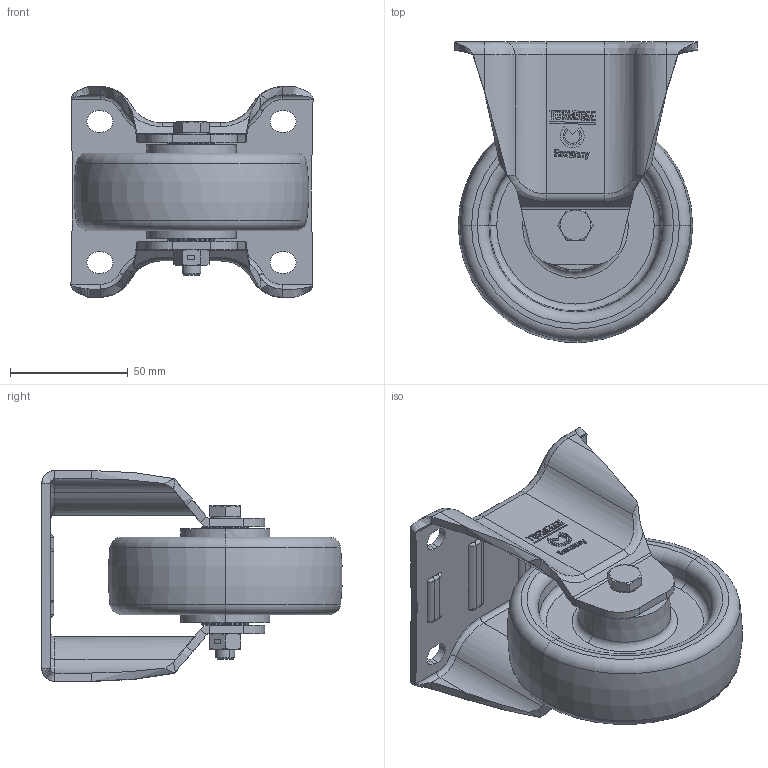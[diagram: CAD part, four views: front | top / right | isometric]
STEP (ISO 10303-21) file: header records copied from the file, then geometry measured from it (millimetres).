
FILE_DESCRIPTION (( 'STEP AP214' ), '1' );
FILE_NAME ('0021084_B-IM-PAM-100-K-3.STEP', '2015-06-15T14:13:38', ( '' ), ( '' ), 'SwSTEP 2.0', 'SolidWorks 2014', '' );
FILE_SCHEMA (( 'AUTOMOTIVE_DESIGN' ));
Length unit declared in the file: millimetre
Products named in the file (1): 0021084_B-IM-PAM-100-K-3
Bounding box: 103.01 x 127.72 x 89.74 mm (x, y, z)
Volume: 243366.6 mm3; surface area: 81878.9 mm2
Topology: 6 solids, 6 shells, 670 faces, 1658 edges, 1042 vertices
Faces by surface type: plane 333, cylinder 187, bspline 70, cone 56, torus 24
Entity records: 31101 total; most frequent: CARTESIAN_POINT 7975, ORIENTED_EDGE 3316, DIRECTION 3165, EDGE_CURVE 1658, AXIS2_PLACEMENT_3D 1073, VERTEX_POINT 1042, VECTOR 1019, LINE 1019
